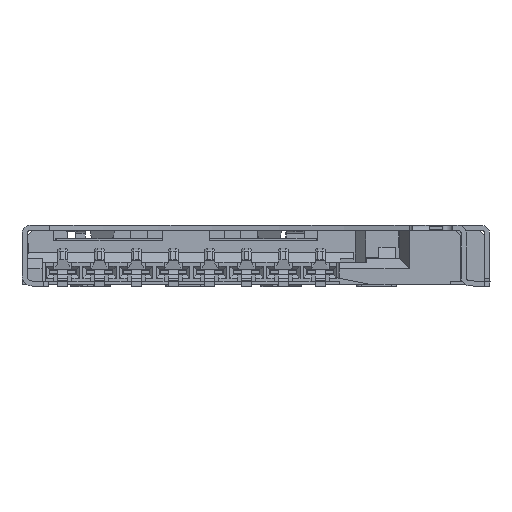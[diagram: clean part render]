
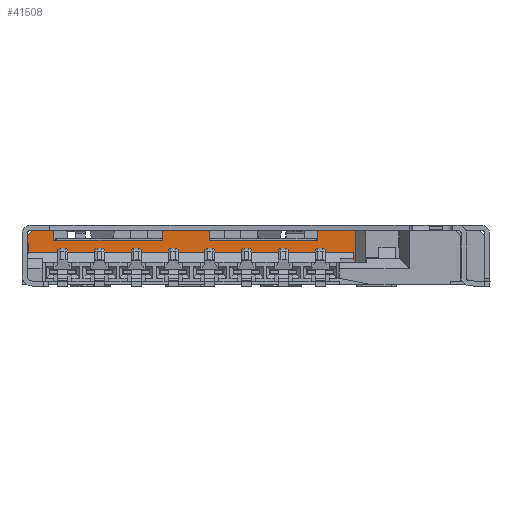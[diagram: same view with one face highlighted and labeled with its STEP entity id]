
A CAD part, front view. The second image highlights one B-rep face of the part: STEP entity #41508.
In plain terms, the highlighted planar face has unit normal (0, -1, 0).
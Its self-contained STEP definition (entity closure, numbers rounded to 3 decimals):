
#34430=CARTESIAN_POINT('',(6.26,9.7,0.95));
#34431=VERTEX_POINT('',#34430);
#34440=CARTESIAN_POINT('',(5.56,9.7,0.95));
#34441=VERTEX_POINT('',#34440);
#34448=CARTESIAN_POINT('',(5.91,9.7,0.95));
#34449=DIRECTION('',(0.0,-1.0,0.0));
#34450=DIRECTION('',(-1.0,0.0,0.0));
#34451=AXIS2_PLACEMENT_3D('',#34448,#34449,#34450);
#34452=CIRCLE('',#34451,0.35);
#34453=EDGE_CURVE('',#34441,#34431,#34452,.T.);
#35203=CARTESIAN_POINT('',(4.86,9.7,1.03));
#35204=VERTEX_POINT('',#35203);
#35211=CARTESIAN_POINT('',(-4.9,9.7,1.03));
#35212=VERTEX_POINT('',#35211);
#35213=CARTESIAN_POINT('',(4.86,9.7,1.03));
#35214=DIRECTION('',(-1.0,0.0,0.0));
#35215=VECTOR('',#35214,9.76);
#35216=LINE('',#35213,#35215);
#35217=EDGE_CURVE('',#35204,#35212,#35216,.T.);
#40520=CARTESIAN_POINT('',(5.21,9.7,0.27));
#40521=VERTEX_POINT('',#40520);
#40528=CARTESIAN_POINT('',(4.86,9.7,0.27));
#40529=VERTEX_POINT('',#40528);
#40530=CARTESIAN_POINT('',(5.21,9.7,0.27));
#40531=DIRECTION('',(-1.0,0.0,0.0));
#40532=VECTOR('',#40531,0.35);
#40533=LINE('',#40530,#40532);
#40534=EDGE_CURVE('',#40521,#40529,#40533,.T.);
#40780=CARTESIAN_POINT('',(3.78,9.7,1.68));
#40781=VERTEX_POINT('',#40780);
#40788=CARTESIAN_POINT('',(6.61,9.7,1.68));
#40789=VERTEX_POINT('',#40788);
#40790=CARTESIAN_POINT('',(3.78,9.7,1.68));
#40791=DIRECTION('',(1.0,0.0,0.0));
#40792=VECTOR('',#40791,2.83);
#40793=LINE('',#40790,#40792);
#40794=EDGE_CURVE('',#40781,#40789,#40793,.T.);
#41086=CARTESIAN_POINT('',(6.61,9.7,0.15));
#41087=VERTEX_POINT('',#41086);
#41094=CARTESIAN_POINT('',(5.21,9.7,0.15));
#41095=VERTEX_POINT('',#41094);
#41096=CARTESIAN_POINT('',(6.61,9.7,0.15));
#41097=DIRECTION('',(-1.0,0.0,0.0));
#41098=VECTOR('',#41097,1.4);
#41099=LINE('',#41096,#41098);
#41100=EDGE_CURVE('',#41087,#41095,#41099,.T.);
#41380=CARTESIAN_POINT('',(3.78,9.7,1.38));
#41381=VERTEX_POINT('',#41380);
#41388=CARTESIAN_POINT('',(3.78,9.7,1.68));
#41389=DIRECTION('',(0.0,0.0,-1.0));
#41390=VECTOR('',#41389,0.3);
#41391=LINE('',#41388,#41390);
#41392=EDGE_CURVE('',#40781,#41381,#41391,.T.);
#41398=CARTESIAN_POINT('',(7.186,9.7,0.074));
#41399=DIRECTION('',(0.0,1.0,0.0));
#41400=DIRECTION('',(-1.0,0.0,0.0));
#41401=AXIS2_PLACEMENT_3D('',#41398,#41399,#41400);
#41402=PLANE('',#41401);
#41403=ORIENTED_EDGE('',*,*,#40534,.F.);
#41404=CARTESIAN_POINT('',(5.21,9.7,0.27));
#41405=DIRECTION('',(0.0,0.0,-1.0));
#41406=VECTOR('',#41405,0.12);
#41407=LINE('',#41404,#41406);
#41408=EDGE_CURVE('',#40521,#41095,#41407,.T.);
#41409=ORIENTED_EDGE('',*,*,#41408,.T.);
#41410=ORIENTED_EDGE('',*,*,#41100,.F.);
#41411=CARTESIAN_POINT('',(6.61,9.7,0.15));
#41412=DIRECTION('',(0.0,0.0,1.0));
#41413=VECTOR('',#41412,1.53);
#41414=LINE('',#41411,#41413);
#41415=EDGE_CURVE('',#41087,#40789,#41414,.T.);
#41416=ORIENTED_EDGE('',*,*,#41415,.T.);
#41417=ORIENTED_EDGE('',*,*,#40794,.F.);
#41418=ORIENTED_EDGE('',*,*,#41392,.T.);
#41419=CARTESIAN_POINT('',(0.53,9.7,1.38));
#41420=VERTEX_POINT('',#41419);
#41421=CARTESIAN_POINT('',(3.78,9.7,1.38));
#41422=DIRECTION('',(-1.0,0.0,0.0));
#41423=VECTOR('',#41422,3.25);
#41424=LINE('',#41421,#41423);
#41425=EDGE_CURVE('',#41381,#41420,#41424,.T.);
#41426=ORIENTED_EDGE('',*,*,#41425,.T.);
#41427=CARTESIAN_POINT('',(0.53,9.7,1.68));
#41428=VERTEX_POINT('',#41427);
#41429=CARTESIAN_POINT('',(0.53,9.7,1.38));
#41430=DIRECTION('',(0.0,0.0,1.0));
#41431=VECTOR('',#41430,0.3);
#41432=LINE('',#41429,#41431);
#41433=EDGE_CURVE('',#41420,#41428,#41432,.T.);
#41434=ORIENTED_EDGE('',*,*,#41433,.T.);
#41435=CARTESIAN_POINT('',(-0.87,9.7,1.68));
#41436=VERTEX_POINT('',#41435);
#41437=CARTESIAN_POINT('',(-0.87,9.7,1.68));
#41438=DIRECTION('',(1.0,0.0,0.0));
#41439=VECTOR('',#41438,1.4);
#41440=LINE('',#41437,#41439);
#41441=EDGE_CURVE('',#41436,#41428,#41440,.T.);
#41442=ORIENTED_EDGE('',*,*,#41441,.F.);
#41443=CARTESIAN_POINT('',(-0.87,9.7,1.38));
#41444=VERTEX_POINT('',#41443);
#41445=CARTESIAN_POINT('',(-0.87,9.7,1.68));
#41446=DIRECTION('',(0.0,0.0,-1.0));
#41447=VECTOR('',#41446,0.3);
#41448=LINE('',#41445,#41447);
#41449=EDGE_CURVE('',#41436,#41444,#41448,.T.);
#41450=ORIENTED_EDGE('',*,*,#41449,.T.);
#41451=CARTESIAN_POINT('',(-4.12,9.7,1.38));
#41452=VERTEX_POINT('',#41451);
#41453=CARTESIAN_POINT('',(-0.87,9.7,1.38));
#41454=DIRECTION('',(-1.0,0.0,0.0));
#41455=VECTOR('',#41454,3.25);
#41456=LINE('',#41453,#41455);
#41457=EDGE_CURVE('',#41444,#41452,#41456,.T.);
#41458=ORIENTED_EDGE('',*,*,#41457,.T.);
#41459=CARTESIAN_POINT('',(-4.12,9.7,1.68));
#41460=VERTEX_POINT('',#41459);
#41461=CARTESIAN_POINT('',(-4.12,9.7,1.68));
#41462=DIRECTION('',(0.0,0.0,-1.0));
#41463=VECTOR('',#41462,0.3);
#41464=LINE('',#41461,#41463);
#41465=EDGE_CURVE('',#41460,#41452,#41464,.T.);
#41466=ORIENTED_EDGE('',*,*,#41465,.F.);
#41467=CARTESIAN_POINT('',(-4.75,9.7,1.68));
#41468=VERTEX_POINT('',#41467);
#41469=CARTESIAN_POINT('',(-4.75,9.7,1.68));
#41470=DIRECTION('',(1.0,0.0,0.0));
#41471=VECTOR('',#41470,0.63);
#41472=LINE('',#41469,#41471);
#41473=EDGE_CURVE('',#41468,#41460,#41472,.T.);
#41474=ORIENTED_EDGE('',*,*,#41473,.F.);
#41475=CARTESIAN_POINT('',(-4.9,9.7,1.53));
#41476=VERTEX_POINT('',#41475);
#41477=CARTESIAN_POINT('',(-4.9,9.7,1.53));
#41478=DIRECTION('',(0.707,0.0,0.707));
#41479=VECTOR('',#41478,0.212);
#41480=LINE('',#41477,#41479);
#41481=EDGE_CURVE('',#41476,#41468,#41480,.T.);
#41482=ORIENTED_EDGE('',*,*,#41481,.F.);
#41483=CARTESIAN_POINT('',(-4.9,9.7,1.03));
#41484=DIRECTION('',(0.0,0.0,1.0));
#41485=VECTOR('',#41484,0.5);
#41486=LINE('',#41483,#41485);
#41487=EDGE_CURVE('',#35212,#41476,#41486,.T.);
#41488=ORIENTED_EDGE('',*,*,#41487,.F.);
#41489=ORIENTED_EDGE('',*,*,#35217,.F.);
#41490=CARTESIAN_POINT('',(4.86,9.7,1.03));
#41491=DIRECTION('',(0.0,0.0,-1.0));
#41492=VECTOR('',#41491,0.76);
#41493=LINE('',#41490,#41492);
#41494=EDGE_CURVE('',#35204,#40529,#41493,.T.);
#41495=ORIENTED_EDGE('',*,*,#41494,.T.);
#41496=EDGE_LOOP('',(#41403,#41409,#41410,#41416,#41417,#41418,#41426,#41434,#41442,#41450,#41458,#41466,#41474,#41482,#41488,#41489,#41495));
#41497=FACE_OUTER_BOUND('',#41496,.T.);
#41498=ORIENTED_EDGE('',*,*,#34453,.F.);
#41499=CARTESIAN_POINT('',(5.91,9.7,0.95));
#41500=DIRECTION('',(0.0,-1.0,0.0));
#41501=DIRECTION('',(-1.0,0.0,0.0));
#41502=AXIS2_PLACEMENT_3D('',#41499,#41500,#41501);
#41503=CIRCLE('',#41502,0.35);
#41504=EDGE_CURVE('',#34431,#34441,#41503,.T.);
#41505=ORIENTED_EDGE('',*,*,#41504,.F.);
#41506=EDGE_LOOP('',(#41498,#41505));
#41507=FACE_BOUND('',#41506,.T.);
#41508=ADVANCED_FACE('',(#41497,#41507),#41402,.F.);
